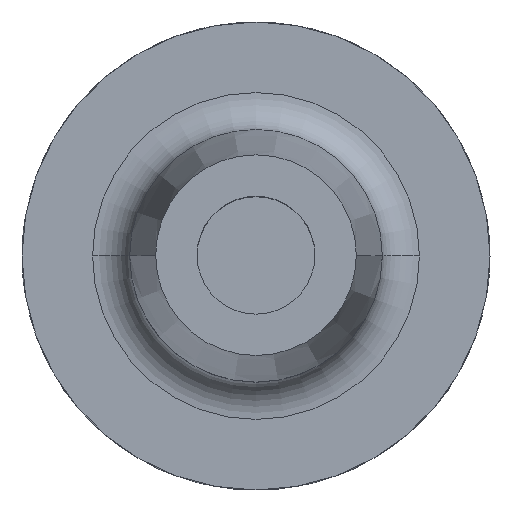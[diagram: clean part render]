
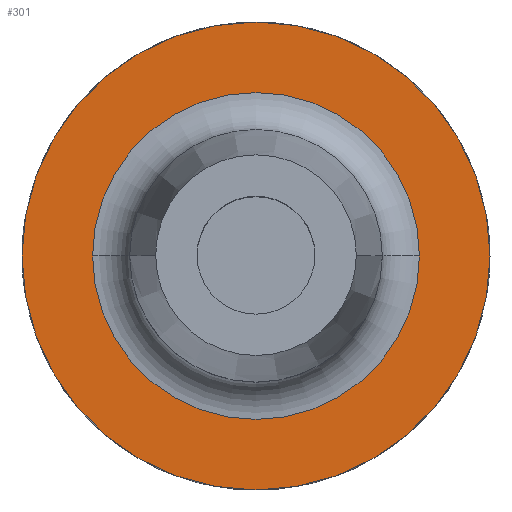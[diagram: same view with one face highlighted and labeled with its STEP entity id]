
A CAD part, top view. The second image highlights one B-rep face of the part: STEP entity #301.
In plain terms, the highlighted planar face has unit normal (0, 0, 1).
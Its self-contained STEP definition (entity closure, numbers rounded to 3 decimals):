
#4 = PLANE ( 'NONE',  #368 ) ;
#19 = CARTESIAN_POINT ( 'NONE',  ( 0., 0., 27. ) ) ;
#80 = AXIS2_PLACEMENT_3D ( 'NONE', #1402, #1396, #1395 ) ;
#99 = AXIS2_PLACEMENT_3D ( 'NONE', #739, #393, #371 ) ;
#133 = AXIS2_PLACEMENT_3D ( 'NONE', #19, #414, #1669 ) ;
#150 = VERTEX_POINT ( 'NONE', #720 ) ;
#181 = FACE_OUTER_BOUND ( 'NONE', #284, .T. ) ;
#196 = ORIENTED_EDGE ( 'NONE', *, *, #834, .F. ) ;
#215 = AXIS2_PLACEMENT_3D ( 'NONE', #674, #920, #900 ) ;
#224 = CARTESIAN_POINT ( 'NONE',  ( -31.5, 0., 27. ) ) ;
#273 = FACE_BOUND ( 'NONE', #639, .T. ) ;
#284 = EDGE_LOOP ( 'NONE', ( #196, #933 ) ) ;
#301 = ADVANCED_FACE ( 'NONE', ( #273, #181 ), #4, .F. ) ;
#311 = CIRCLE ( 'NONE', #133, 31.5 ) ;
#368 = AXIS2_PLACEMENT_3D ( 'NONE', #1041, #1153, #1450 ) ;
#371 = DIRECTION ( 'NONE',  ( -1., 0., 0. ) ) ;
#393 = DIRECTION ( 'NONE',  ( 0., 0., -1. ) ) ;
#414 = DIRECTION ( 'NONE',  ( 0., 0., -1. ) ) ;
#608 = VERTEX_POINT ( 'NONE', #1355 ) ;
#639 = EDGE_LOOP ( 'NONE', ( #1507, #1239 ) ) ;
#674 = CARTESIAN_POINT ( 'NONE',  ( 0., 0., 27. ) ) ;
#680 = EDGE_CURVE ( 'NONE', #150, #1367, #1168, .T. ) ;
#720 = CARTESIAN_POINT ( 'NONE',  ( -22., 0., 27. ) ) ;
#739 = CARTESIAN_POINT ( 'NONE',  ( 0., 0., 27. ) ) ;
#809 = EDGE_CURVE ( 'NONE', #1367, #150, #1420, .T. ) ;
#834 = EDGE_CURVE ( 'NONE', #1626, #608, #935, .T. ) ;
#900 = DIRECTION ( 'NONE',  ( -1., 0., 0. ) ) ;
#920 = DIRECTION ( 'NONE',  ( 0., 0., -1. ) ) ;
#923 = EDGE_CURVE ( 'NONE', #608, #1626, #311, .T. ) ;
#933 = ORIENTED_EDGE ( 'NONE', *, *, #923, .F. ) ;
#935 = CIRCLE ( 'NONE', #80, 31.5 ) ;
#1041 = CARTESIAN_POINT ( 'NONE',  ( 0., 17., 27. ) ) ;
#1153 = DIRECTION ( 'NONE',  ( 0., 0., -1. ) ) ;
#1168 = CIRCLE ( 'NONE', #215, 22. ) ;
#1239 = ORIENTED_EDGE ( 'NONE', *, *, #809, .T. ) ;
#1256 = CARTESIAN_POINT ( 'NONE',  ( 22., 0., 27. ) ) ;
#1355 = CARTESIAN_POINT ( 'NONE',  ( 31.5, 0., 27. ) ) ;
#1367 = VERTEX_POINT ( 'NONE', #1256 ) ;
#1395 = DIRECTION ( 'NONE',  ( -1., 0., 0. ) ) ;
#1396 = DIRECTION ( 'NONE',  ( 0., 0., -1. ) ) ;
#1402 = CARTESIAN_POINT ( 'NONE',  ( 0., 0., 27. ) ) ;
#1420 = CIRCLE ( 'NONE', #99, 22. ) ;
#1450 = DIRECTION ( 'NONE',  ( -1., 0., 0. ) ) ;
#1507 = ORIENTED_EDGE ( 'NONE', *, *, #680, .T. ) ;
#1626 = VERTEX_POINT ( 'NONE', #224 ) ;
#1669 = DIRECTION ( 'NONE',  ( -1., 0., 0. ) ) ;
